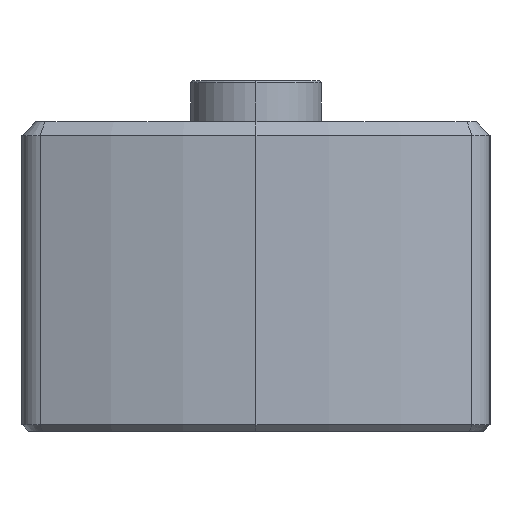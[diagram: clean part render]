
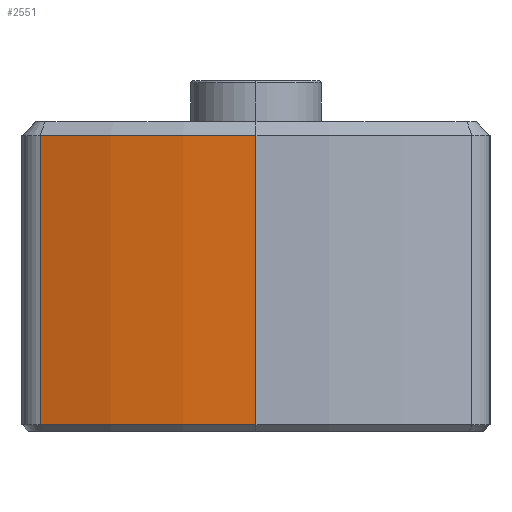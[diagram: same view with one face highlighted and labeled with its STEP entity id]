
A CAD part, left-side view. The second image highlights one B-rep face of the part: STEP entity #2551.
In plain terms, the highlighted cylindrical face has radius 92.5 mm (diameter 185 mm), a partial arc.
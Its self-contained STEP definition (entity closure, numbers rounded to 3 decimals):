
#1369=EDGE_CURVE('NONE',#2823,#2735,#4035,.T.);
#1637=EDGE_CURVE('NONE',#2533,#2859,#4333,.T.);
#2533=VERTEX_POINT('NONE',#5327);
#2551=ADVANCED_FACE('NONE',(#5350),#5351,.T.);
#2735=VERTEX_POINT('NONE',#5565);
#2823=VERTEX_POINT('NONE',#5661);
#2859=VERTEX_POINT('',#5702);
#3037=EDGE_CURVE('',#2823,#2859,#5918,.T.);
#3623=EDGE_CURVE('NONE',#2735,#2533,#6624,.T.);
#4035=CIRCLE('',#7087,92.5);
#4333=CIRCLE('',#7477,92.5);
#5327=CARTESIAN_POINT('',(-122.023,31.356,-44.));
#5350=FACE_OUTER_BOUND('',#8820,.T.);
#5351=CYLINDRICAL_SURFACE('',#8821,92.5);
#5565=CARTESIAN_POINT('',(-122.023,31.356,-2.));
#5661=CARTESIAN_POINT('',(-127.5,0.,-2.));
#5702=CARTESIAN_POINT('',(-127.5,0.,-44.));
#5918=LINE('',#9544,#9545);
#6624=LINE('',#10439,#10440);
#7087=AXIS2_PLACEMENT_3D('',#11002,#11003,#11004);
#7477=AXIS2_PLACEMENT_3D('',#11381,#11382,#11383);
#8820=EDGE_LOOP('',(#12539,#12540,#12541,#12542));
#8821=AXIS2_PLACEMENT_3D('',#12543,#12544,#12545);
#9544=CARTESIAN_POINT('',(-127.5,0.,-23.));
#9545=VECTOR('',#13281,1.0);
#10439=CARTESIAN_POINT('',(-122.023,31.356,-45.));
#10440=VECTOR('',#14254,1000.0);
#11002=CARTESIAN_POINT('',(-35.0,0.,-2.));
#11003=DIRECTION('',(0.,0.,-1.0));
#11004=DIRECTION('',(-1.0,0.,0.));
#11381=CARTESIAN_POINT('',(-35.,0.,-44.));
#11382=DIRECTION('',(0.,0.,1.0));
#11383=DIRECTION('',(-1.0,0.,0.));
#12539=ORIENTED_EDGE('',*,*,#3037,.F.);
#12540=ORIENTED_EDGE('',*,*,#1369,.T.);
#12541=ORIENTED_EDGE('',*,*,#3623,.T.);
#12542=ORIENTED_EDGE('',*,*,#1637,.T.);
#12543=CARTESIAN_POINT('',(-35.,0.,-45.));
#12544=DIRECTION('',(0.,0.,1.0));
#12545=DIRECTION('',(1.0,0.,0.));
#13281=DIRECTION('',(0.,0.,-1.0));
#14254=DIRECTION('',(0.,0.,-1.0));
